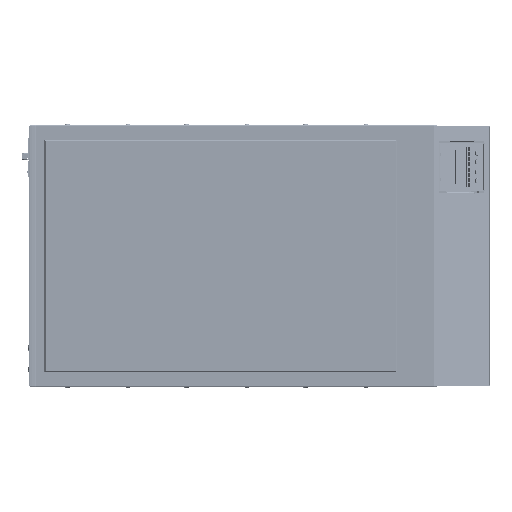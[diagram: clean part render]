
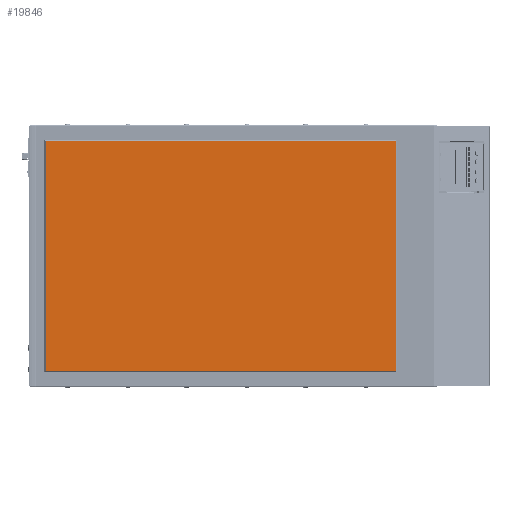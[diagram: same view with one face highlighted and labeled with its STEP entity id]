
A CAD part, top view. The second image highlights one B-rep face of the part: STEP entity #19846.
In plain terms, the highlighted planar face has unit normal (0, 0, 1).
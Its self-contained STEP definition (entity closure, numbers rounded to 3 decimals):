
#2783 = AXIS2_PLACEMENT_3D ( 'NONE', #63508, #193512, #46191 ) ;
#9456 = EDGE_LOOP ( 'NONE', ( #156529, #90740, #35613, #49028 ) ) ;
#17263 = LINE ( 'NONE', #99224, #54527 ) ;
#19846 = ADVANCED_FACE ( 'NONE', ( #138480 ), #95088, .F. ) ;
#21244 = LINE ( 'NONE', #92562, #147803 ) ;
#25028 = CARTESIAN_POINT ( 'NONE',  ( 36.651, -89.39, 57.076 ) ) ;
#31306 = VERTEX_POINT ( 'NONE', #110028 ) ;
#35429 = CARTESIAN_POINT ( 'NONE',  ( 36.651, -102.79, 57.076 ) ) ;
#35613 = ORIENTED_EDGE ( 'NONE', *, *, #90962, .T. ) ;
#38476 = VECTOR ( 'NONE', #84714, 39.37 ) ;
#40278 = VERTEX_POINT ( 'NONE', #119106 ) ;
#46191 = DIRECTION ( 'NONE',  ( 0., -1., 0. ) ) ;
#49028 = ORIENTED_EDGE ( 'NONE', *, *, #127280, .T. ) ;
#53740 = VERTEX_POINT ( 'NONE', #195524 ) ;
#54527 = VECTOR ( 'NONE', #148411, 39.37 ) ;
#63508 = CARTESIAN_POINT ( 'NONE',  ( 50.551, -96.04, 57.076 ) ) ;
#84714 = DIRECTION ( 'NONE',  ( 0., -1., 0. ) ) ;
#90740 = ORIENTED_EDGE ( 'NONE', *, *, #176127, .T. ) ;
#90962 = EDGE_CURVE ( 'NONE', #53740, #162207, #21244, .T. ) ;
#92562 = CARTESIAN_POINT ( 'NONE',  ( 36.551, -89.39, 57.076 ) ) ;
#95088 = PLANE ( 'NONE',  #2783 ) ;
#99224 = CARTESIAN_POINT ( 'NONE',  ( 57.051, -102.69, 57.076 ) ) ;
#108608 = DIRECTION ( 'NONE',  ( -1., 0., 0. ) ) ;
#109131 = DIRECTION ( 'NONE',  ( 0., 1., 0. ) ) ;
#110028 = CARTESIAN_POINT ( 'NONE',  ( 36.651, -102.69, 57.076 ) ) ;
#116093 = LINE ( 'NONE', #204226, #195486 ) ;
#119106 = CARTESIAN_POINT ( 'NONE',  ( 56.951, -102.69, 57.076 ) ) ;
#122959 = LINE ( 'NONE', #35429, #38476 ) ;
#127280 = EDGE_CURVE ( 'NONE', #162207, #31306, #122959, .T. ) ;
#138480 = FACE_OUTER_BOUND ( 'NONE', #9456, .T. ) ;
#147803 = VECTOR ( 'NONE', #108608, 39.37 ) ;
#148411 = DIRECTION ( 'NONE',  ( 1., 0., 0. ) ) ;
#156529 = ORIENTED_EDGE ( 'NONE', *, *, #156706, .T. ) ;
#156706 = EDGE_CURVE ( 'NONE', #31306, #40278, #17263, .T. ) ;
#162207 = VERTEX_POINT ( 'NONE', #25028 ) ;
#176127 = EDGE_CURVE ( 'NONE', #40278, #53740, #116093, .T. ) ;
#193512 = DIRECTION ( 'NONE',  ( 0., 0., -1. ) ) ;
#195486 = VECTOR ( 'NONE', #109131, 39.37 ) ;
#195524 = CARTESIAN_POINT ( 'NONE',  ( 56.951, -89.39, 57.076 ) ) ;
#204226 = CARTESIAN_POINT ( 'NONE',  ( 56.951, -89.29, 57.076 ) ) ;
